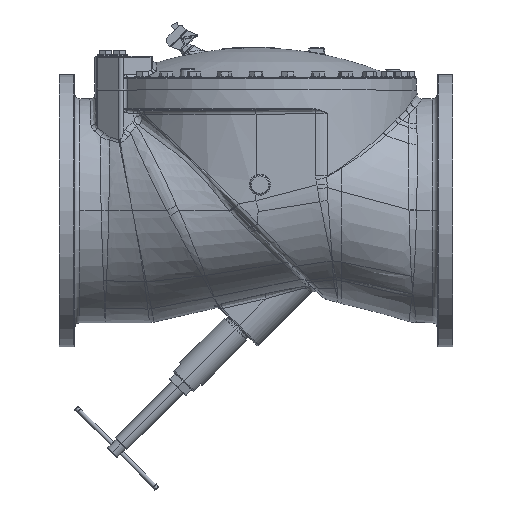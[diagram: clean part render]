
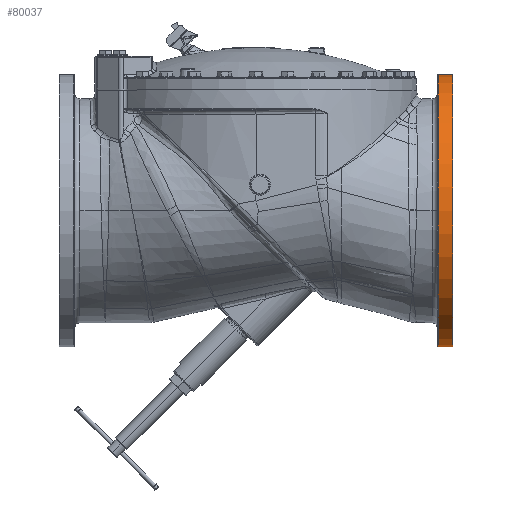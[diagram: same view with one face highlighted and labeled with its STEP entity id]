
A CAD part, top view. The second image highlights one B-rep face of the part: STEP entity #80037.
In plain terms, the highlighted cylindrical face has radius 492.125 mm (diameter 984.25 mm), a partial arc.
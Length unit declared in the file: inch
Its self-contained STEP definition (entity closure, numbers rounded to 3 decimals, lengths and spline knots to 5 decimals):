
#24687=DIRECTION('',(-1.,0.,0.));
#24688=VECTOR('',#24687,2.00166);
#24689=CARTESIAN_POINT('',(28.,19.375,0.));
#24690=LINE('',#24689,#24688);
#24696=DIRECTION('',(-1.,0.,0.));
#24697=VECTOR('',#24696,2.00166);
#24698=CARTESIAN_POINT('',(28.,-19.375,0.));
#24699=LINE('',#24698,#24697);
#24980=CARTESIAN_POINT('',(28.,0.,0.));
#24981=DIRECTION('',(1.,0.,0.));
#24982=DIRECTION('',(0.,1.,0.));
#24983=AXIS2_PLACEMENT_3D('',#24980,#24981,#24982);
#24985=CARTESIAN_POINT('',(25.99834,0.,0.));
#24986=DIRECTION('',(-1.,0.,0.));
#24987=DIRECTION('',(0.,-1.,0.));
#24988=AXIS2_PLACEMENT_3D('',#24985,#24986,#24987);
#57143=CARTESIAN_POINT('',(25.99834,19.375,0.));
#57144=CARTESIAN_POINT('',(25.99834,-19.375,0.));
#57145=VERTEX_POINT('',#57143);
#57146=VERTEX_POINT('',#57144);
#57151=CARTESIAN_POINT('',(28.,19.375,0.));
#57152=CARTESIAN_POINT('',(28.,-19.375,0.));
#57153=VERTEX_POINT('',#57151);
#57154=VERTEX_POINT('',#57152);
#80026=CARTESIAN_POINT('',(-31.2818,0.,0.));
#80027=DIRECTION('',(1.,0.,0.));
#80028=DIRECTION('',(0.,-1.,0.));
#80029=AXIS2_PLACEMENT_3D('',#80026,#80027,#80028);
#80030=CYLINDRICAL_SURFACE('',#80029,19.375);
#80031=ORIENTED_EDGE('',*,*,#79840,.T.);
#80032=ORIENTED_EDGE('',*,*,#79823,.T.);
#80033=ORIENTED_EDGE('',*,*,#79779,.T.);
#80034=ORIENTED_EDGE('',*,*,#79820,.F.);
#80035=EDGE_LOOP('',(#80031,#80032,#80033,#80034));
#80036=FACE_OUTER_BOUND('',#80035,.F.);
#24984=CIRCLE('',#24983,19.375);
#24989=CIRCLE('',#24988,19.375);
#79779=EDGE_CURVE('',#57146,#57145,#24989,.T.);
#79820=EDGE_CURVE('',#57153,#57145,#24690,.T.);
#79823=EDGE_CURVE('',#57154,#57146,#24699,.T.);
#79840=EDGE_CURVE('',#57153,#57154,#24984,.T.);
#80037=ADVANCED_FACE('',(#80036),#80030,.T.);
